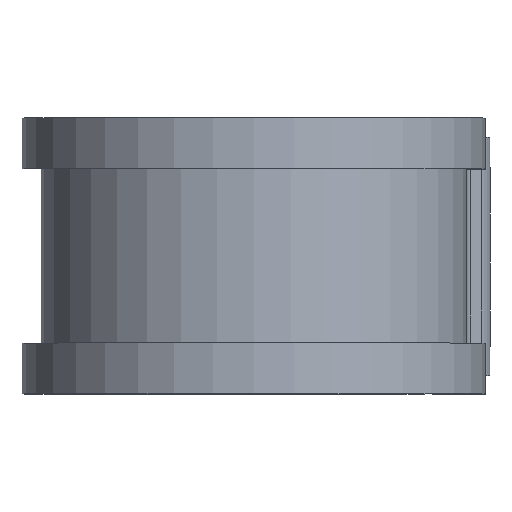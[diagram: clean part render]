
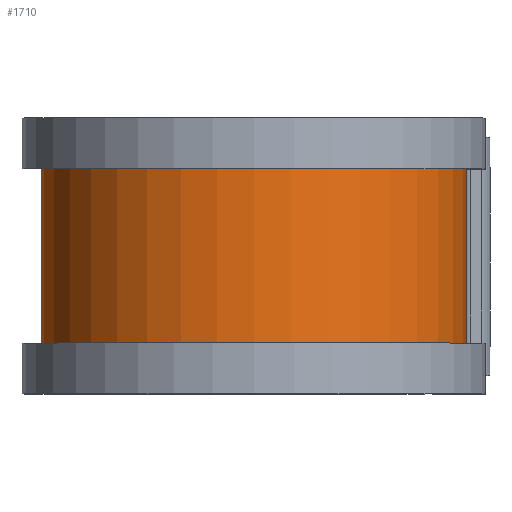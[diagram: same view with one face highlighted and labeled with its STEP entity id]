
A CAD part, top view. The second image highlights one B-rep face of the part: STEP entity #1710.
In plain terms, the highlighted cylindrical face has radius 17.031 mm (diameter 34.061 mm), a partial arc.
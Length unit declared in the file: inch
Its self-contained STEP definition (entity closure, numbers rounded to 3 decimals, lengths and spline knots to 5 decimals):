
#19 = CARTESIAN_POINT ( 'NONE',  ( 0., -0.275, -0.6705 ) ) ;
#49 = VERTEX_POINT ( 'NONE', #755 ) ;
#65 = VERTEX_POINT ( 'NONE', #19 ) ;
#86 = VECTOR ( 'NONE', #1245, 39.37008 ) ;
#122 = DIRECTION ( 'NONE',  ( 0., 0., -1. ) ) ;
#147 = ORIENTED_EDGE ( 'NONE', *, *, #775, .F. ) ;
#203 = CARTESIAN_POINT ( 'NONE',  ( 0., 0.375, 0. ) ) ;
#349 = LINE ( 'NONE', #620, #1522 ) ;
#428 = FACE_OUTER_BOUND ( 'NONE', #1335, .T. ) ;
#462 = DIRECTION ( 'NONE',  ( 0., 0., -1. ) ) ;
#466 = DIRECTION ( 'NONE',  ( 0., -1., 0. ) ) ;
#472 = CARTESIAN_POINT ( 'NONE',  ( 0., -0.275, 0. ) ) ;
#528 = VERTEX_POINT ( 'NONE', #822 ) ;
#529 = ORIENTED_EDGE ( 'NONE', *, *, #1553, .F. ) ;
#534 = DIRECTION ( 'NONE',  ( 0., -1., 0. ) ) ;
#620 = CARTESIAN_POINT ( 'NONE',  ( 0., 0.375, -0.6705 ) ) ;
#755 = CARTESIAN_POINT ( 'NONE',  ( 0., 0.275, -0.6705 ) ) ;
#761 = CARTESIAN_POINT ( 'NONE',  ( 0.6705, 0.375, 0. ) ) ;
#775 = EDGE_CURVE ( 'NONE', #528, #65, #1289, .T. ) ;
#777 = ORIENTED_EDGE ( 'NONE', *, *, #1489, .T. ) ;
#822 = CARTESIAN_POINT ( 'NONE',  ( 0.6705, -0.275, 0. ) ) ;
#895 = LINE ( 'NONE', #761, #86 ) ;
#915 = AXIS2_PLACEMENT_3D ( 'NONE', #203, #534, #1065 ) ;
#980 = AXIS2_PLACEMENT_3D ( 'NONE', #1731, #1008, #122 ) ;
#1008 = DIRECTION ( 'NONE',  ( 0., -1., 0. ) ) ;
#1065 = DIRECTION ( 'NONE',  ( 0., 0., -1. ) ) ;
#1135 = CARTESIAN_POINT ( 'NONE',  ( 0.6705, 0.275, 0. ) ) ;
#1193 = ORIENTED_EDGE ( 'NONE', *, *, #1517, .T. ) ;
#1236 = DIRECTION ( 'NONE',  ( 0., -1., 0. ) ) ;
#1245 = DIRECTION ( 'NONE',  ( 0., -1., 0. ) ) ;
#1289 = CIRCLE ( 'NONE', #1740, 0.6705 ) ;
#1335 = EDGE_LOOP ( 'NONE', ( #529, #777, #1193, #147 ) ) ;
#1366 = CYLINDRICAL_SURFACE ( 'NONE', #915, 0.6705 ) ;
#1489 = EDGE_CURVE ( 'NONE', #1556, #49, #1730, .T. ) ;
#1517 = EDGE_CURVE ( 'NONE', #49, #65, #349, .T. ) ;
#1522 = VECTOR ( 'NONE', #1236, 39.37008 ) ;
#1553 = EDGE_CURVE ( 'NONE', #1556, #528, #895, .T. ) ;
#1556 = VERTEX_POINT ( 'NONE', #1135 ) ;
#1710 = ADVANCED_FACE ( 'NONE', ( #428 ), #1366, .T. ) ;
#1730 = CIRCLE ( 'NONE', #980, 0.6705 ) ;
#1731 = CARTESIAN_POINT ( 'NONE',  ( 0., 0.275, 0. ) ) ;
#1740 = AXIS2_PLACEMENT_3D ( 'NONE', #472, #466, #462 ) ;
